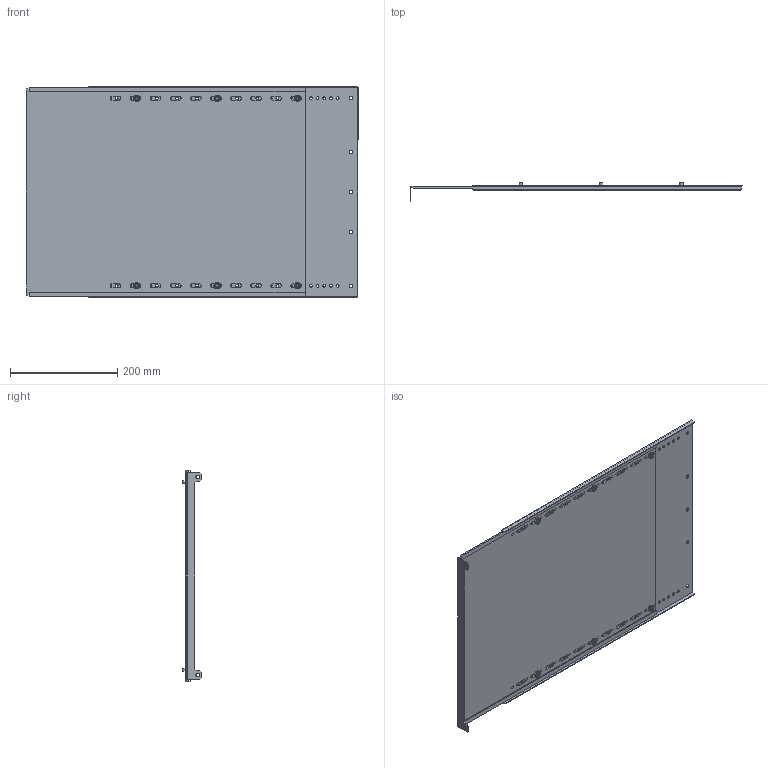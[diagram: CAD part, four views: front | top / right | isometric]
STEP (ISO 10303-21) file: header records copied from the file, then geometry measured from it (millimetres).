
FILE_DESCRIPTION (( 'STEP AP203' ), '1' );
FILE_NAME ('FO-00-SWVB-040-060 FORMAT Ïåðåãîðîäêà ñåêö. âåðò. øèííîãî îòñåêà 400õ600 IEK.STEP', '2024-07-04T13:20:02', ( '' ), ( '' ), 'SwSTEP 2.0', 'SolidWorks 2022', '' );
FILE_SCHEMA (( 'CONFIG_CONTROL_DESIGN' ));
Length unit declared in the file: millimetre
Products named in the file (1): FO-00-SWVB-040-060 FORMAT Перегородка секц. верт. шинного отсека 400х600 IEK
Bounding box: 619.75 x 35.7 x 394.5 mm (x, y, z)
Volume: 633051.2 mm3; surface area: 835511.4 mm2
Topology: 8 solids, 8 shells, 476 faces, 1296 edges, 848 vertices
Faces by surface type: cylinder 312, plane 116, cone 24, torus 24
Entity records: 15791 total; most frequent: DIRECTION 2946, CARTESIAN_POINT 2621, ORIENTED_EDGE 2592, EDGE_CURVE 1296, AXIS2_PLACEMENT_3D 1173, VERTEX_POINT 848, CIRCLE 696, EDGE_LOOP 686
